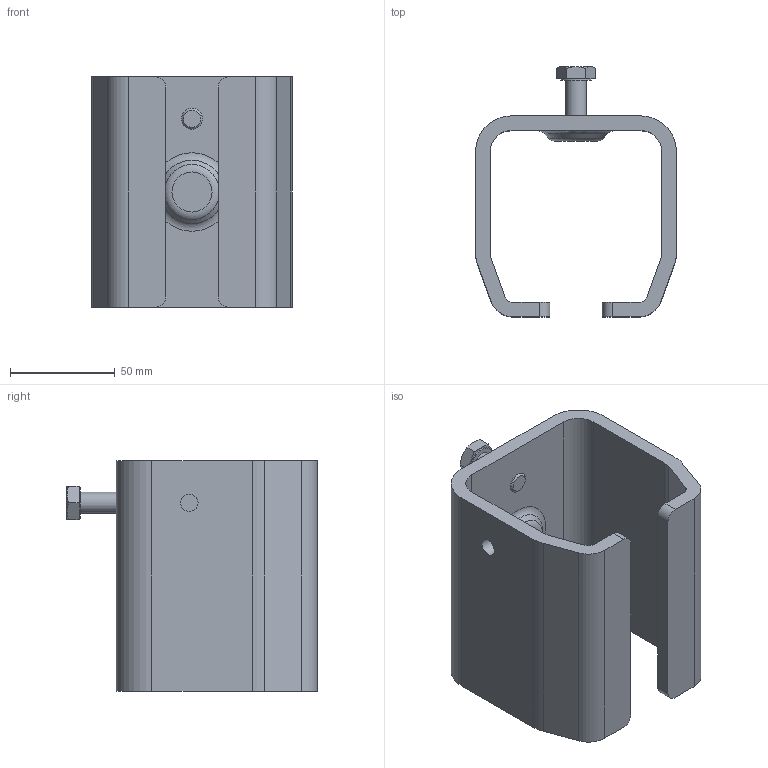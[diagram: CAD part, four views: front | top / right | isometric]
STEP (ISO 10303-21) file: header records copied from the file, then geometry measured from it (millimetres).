
FILE_DESCRIPTION((''),'2;1');
FILE_NAME('9068.stp','2013-06-19T14:31:13',('Giuliano'),(''),'Autodesk Inventor 2013','Autodesk Inventor 2013','');
FILE_SCHEMA(('AUTOMOTIVE_DESIGN { 1 0 10303 214 1 1 1 1 }'));
Length unit declared in the file: millimetre
Products named in the file (3): 9068; 15996; 04525
Assembly tree (2 placements, depth 2):
  9068
    15996
    04525
Bounding box: 96 x 119.48 x 110 mm (x, y, z)
Volume: 236669.3 mm3; surface area: 74070.3 mm2
Topology: 2 solids, 2 shells, 63 faces, 156 edges, 101 vertices
Faces by surface type: plane 30, cylinder 21, cone 8, torus 4
Full cylindrical faces by diameter (mm): 8.376 x2, 10 x1, 14.63 x1, 18 x1
Entity records: 1885 total; most frequent: CARTESIAN_POINT 334, DIRECTION 322, ORIENTED_EDGE 286, EDGE_CURVE 143, AXIS2_PLACEMENT_3D 123, VERTEX_POINT 99, EDGE_LOOP 82, VECTOR 76
